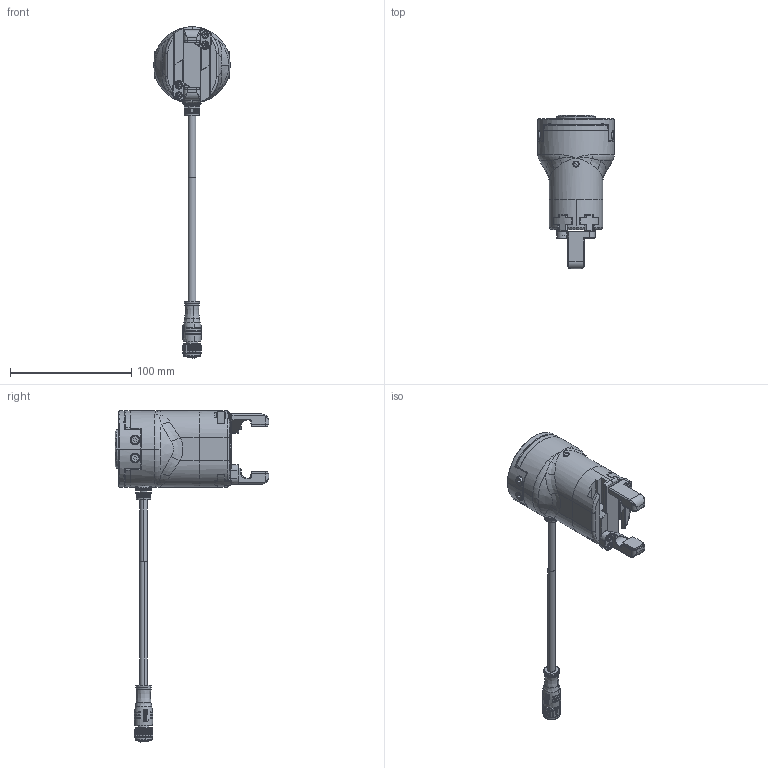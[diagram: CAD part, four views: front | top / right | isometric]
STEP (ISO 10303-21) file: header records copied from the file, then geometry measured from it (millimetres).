
FILE_DESCRIPTION (( 'STEP AP203' ), '1' );
FILE_NAME ('PGC-50-35-O-S_潠眢耀倰_v1.0_20230310.STEP', '2023-03-27T03:45:41', ( '' ), ( '' ), 'SwSTEP 2.0', 'SolidWorks 2020', '' );
FILE_SCHEMA (( 'CONFIG_CONTROL_DESIGN' ));
Length unit declared in the file: millimetre
Products named in the file (12): 复件 薄头内六角螺丝M4-6^PGC-50-35-O-S_简易模型_v1.0_20230310; PGC-50-35-O-S_潠眢耀倰_v1.0_20230310; 葩璃 finger^PGC-50-35-O-S_潠眢耀倰_v1.0_20230310; 葩璃 shell^PGC-50-35-O-S_潠眢耀倰_v1.0_20230310; 复件 凯元齿条L38W6M0.6_变位0.4齿轮^PGC-50-35-O-S_简易模型_v1.0_20230310; 复件 导光柱^PGC-50-35-O-S_简易模型_v1.0_20230310; 葩璃 蝶々_A^PGC-50-35-O-S_潠眢耀倰_v1.0_20230310; 复件 top cover_齿轮变位0.4^PGC-50-35-O-S_简易模型_v1.0_20230310; 葩璃 FLANGE^PGC-50-35-O-S_潠眢耀倰_v1.0_20230310; 复件 M12防水网尾V2^PGC-50-35-O-S_简易模型_v1.0_20230310; GB_FASTENER_SCREWS_HSHCS M3X6-N_GB_FASTENER_SCREWS_HSHCS M3X6-N; 葩璃 BOTTOM COVER^PGC-50-35-O-S_潠眢耀倰_v1.0_20230310
Assembly tree (20 placements, depth 2):
  PGC-50-35-O-S_潠眢耀倰_v1.0_20230310
    复件 top cover_齿轮变位0.4^PGC-50-35-O-S_简易模型_v1.0_20230310
    葩璃 shell^PGC-50-35-O-S_潠眢耀倰_v1.0_20230310
    葩璃 BOTTOM COVER^PGC-50-35-O-S_潠眢耀倰_v1.0_20230310
    葩璃 FLANGE^PGC-50-35-O-S_潠眢耀倰_v1.0_20230310
    葩璃 finger^PGC-50-35-O-S_潠眢耀倰_v1.0_20230310  x2
    葩璃 蝶々_A^PGC-50-35-O-S_潠眢耀倰_v1.0_20230310  x2
    GB_FASTENER_SCREWS_HSHCS M3X6-N_GB_FASTENER_SCREWS_HSHCS M3X6-N  x4
    复件 导光柱^PGC-50-35-O-S_简易模型_v1.0_20230310
    复件 凯元齿条L38W6M0.6_变位0.4齿轮^PGC-50-35-O-S_简易模型_v1.0_20230310  x2
    复件 薄头内六角螺丝M4-6^PGC-50-35-O-S_简易模型_v1.0_20230310  x4
    复件 M12防水网尾V2^PGC-50-35-O-S_简易模型_v1.0_20230310
Bounding box: 63 x 127.02 x 274.25 mm (x, y, z)
Volume: 245232.8 mm3; surface area: 65675.5 mm2
Topology: 19 solids, 25 shells, 1517 faces, 3745 edges, 2330 vertices
Faces by surface type: plane 609, cylinder 336, bspline 279, cone 218, torus 73, sphere 2
Full cylindrical faces by diameter (mm): 11.1 x3
Entity records: 56445 total; most frequent: CARTESIAN_POINT 29042, ORIENTED_EDGE 5942, DIRECTION 4583, EDGE_CURVE 2975, VERTEX_POINT 1881, AXIS2_PLACEMENT_3D 1743, EDGE_LOOP 1300, FACE_OUTER_BOUND 1199
